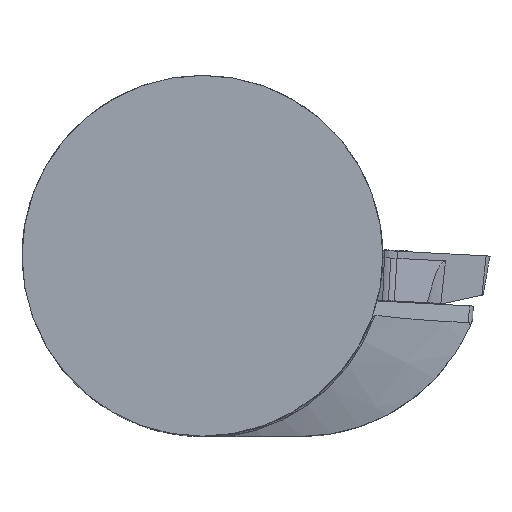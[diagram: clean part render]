
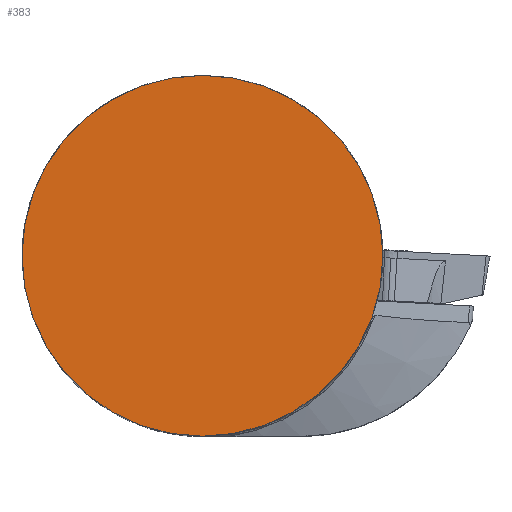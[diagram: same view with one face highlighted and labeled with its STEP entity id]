
A CAD part, top view. The second image highlights one B-rep face of the part: STEP entity #383.
In plain terms, the highlighted planar face has unit normal (0, 0, 1).
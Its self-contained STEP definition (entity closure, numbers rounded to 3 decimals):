
#195=CIRCLE('',#2150,20.);
#383=ADVANCED_FACE('',(#555),#463,.T.);
#463=PLANE('',#2273);
#555=FACE_OUTER_BOUND('',#659,.T.);
#659=EDGE_LOOP('',(#1120));
#1120=ORIENTED_EDGE('',*,*,#1488,.F.);
#1302=VERTEX_POINT('',#3035);
#1488=EDGE_CURVE('',#1302,#1302,#195,.T.);
#2150=AXIS2_PLACEMENT_3D('',#3034,#2381,#2382);
#2273=AXIS2_PLACEMENT_3D('',#3624,#2739,#2740);
#2381=DIRECTION('',(0.,0.,-1.));
#2382=DIRECTION('',(1.,0.,0.));
#2739=DIRECTION('',(0.,0.,1.));
#2740=DIRECTION('',(1.,0.,0.));
#3034=CARTESIAN_POINT('',(0.,0.,0.));
#3035=CARTESIAN_POINT('',(20.,0.,0.));
#3624=CARTESIAN_POINT('',(0.,0.,0.));
